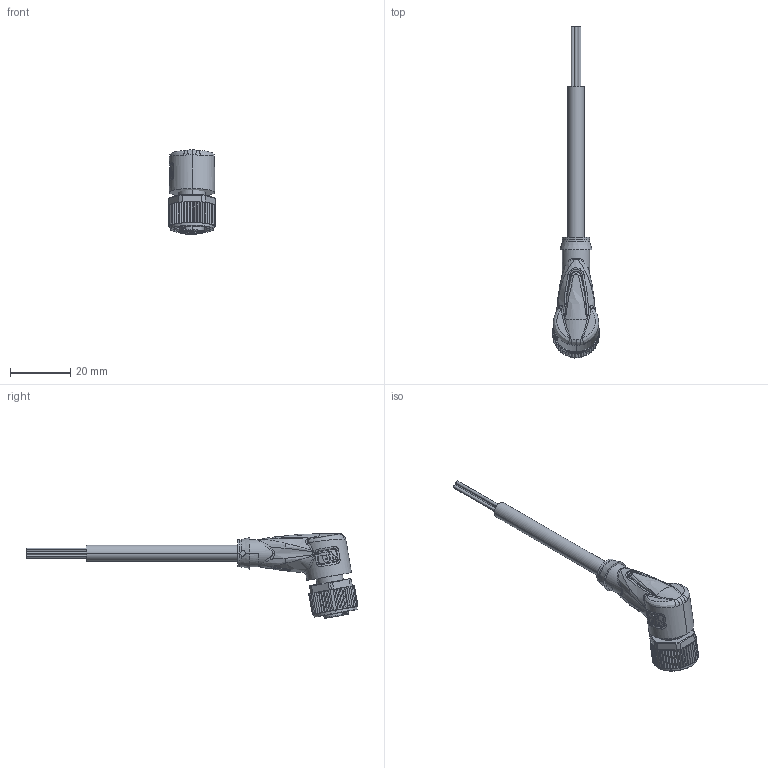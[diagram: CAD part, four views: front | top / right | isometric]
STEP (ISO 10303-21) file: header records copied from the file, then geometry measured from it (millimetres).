
FILE_DESCRIPTION(('STEP AP214'),'1');
FILE_NAME('cctmp_E02BDA51-DB79-441F-A783-9A886721E246_2022_04_27_10_46_35_0257..stp','2022-04-27T08:46:41',('KiM GmbH'),('CADClick - www.CADClick.com'),'Spatial InterOp 3D postprocessed',' ','unknown authorization');
FILE_SCHEMA(('AUTOMOTIVE_DESIGN'));
Length unit declared in the file: millimetre
Products named in the file (7): T197752_1; Connection2; Cable; Connection1; Connection1_2; Connection1_1; T197752
Assembly tree (6 placements, depth 4):
  T197752
    T197752_1
      Connection2
      Cable
      Connection1
        Connection1_2
        Connection1_1
Bounding box: 15.4 x 109.86 x 28.05 mm (x, y, z)
Volume: 7200.1 mm3; surface area: 5284.4 mm2
Topology: 9 solids, 31 shells, 1118 faces, 2842 edges, 1794 vertices
Faces by surface type: plane 501, cylinder 242, torus 162, bspline 149, cone 64
Entity records: 55234 total; most frequent: CARTESIAN_POINT 25695, ORIENTED_EDGE 5634, DIRECTION 5085, EDGE_CURVE 2839, AXIS2_PLACEMENT_3D 1848, VERTEX_POINT 1794, LINE 1389, VECTOR 1389
